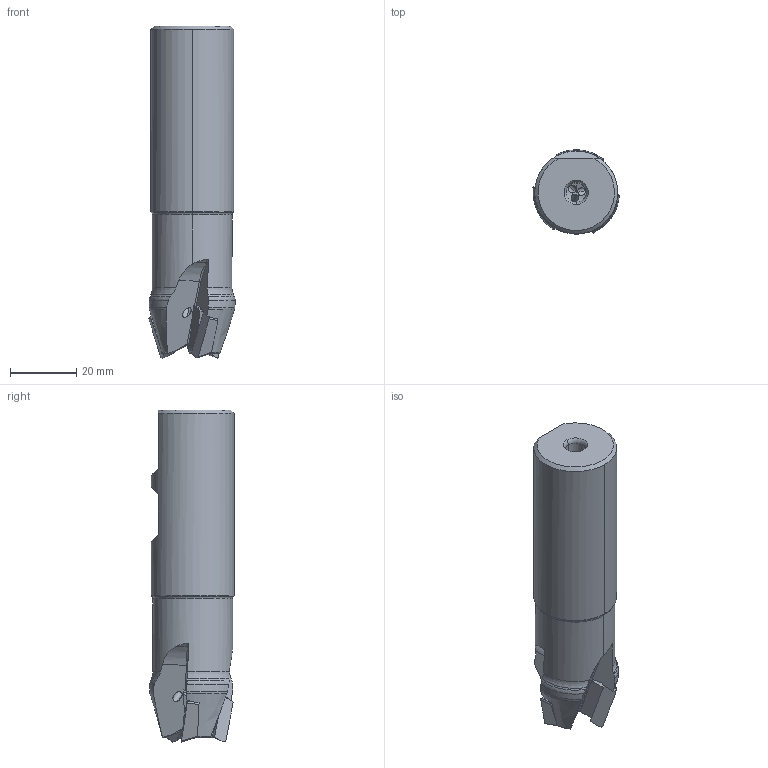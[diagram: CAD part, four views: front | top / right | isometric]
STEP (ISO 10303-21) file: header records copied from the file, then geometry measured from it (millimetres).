
FILE_DESCRIPTION((''),'2;1');
FILE_NAME('12L1R020044W5R00_','2020-02-13T',('poussios'),(''),'CREO PARAMETRIC BY PTC INC, 2017020','CREO PARAMETRIC BY PTC INC, 2017020','');
FILE_SCHEMA(('AUTOMOTIVE_DESIGN { 1 0 10303 214 1 1 1 1 }'));
Length unit declared in the file: millimetre
Products named in the file (3): NOCUT; BOMT130404R_; 12L1R020044W5R00_
Assembly tree (4 placements, depth 2):
  12L1R020044W5R00_
    NOCUT
    BOMT130404R_  x3
Bounding box: 26.02 x 25.48 x 100.01 mm (x, y, z)
Volume: 40138.1 mm3; surface area: 11132.9 mm2
Topology: 4 solids, 4 shells, 151 faces, 440 edges, 321 vertices
Faces by surface type: plane 67, cylinder 38, torus 25, cone 21
Entity records: 7105 total; most frequent: CARTESIAN_POINT 2218, ORIENTED_EDGE 664, DIRECTION 630, PRESENTATION_STYLE_ASSIGNMENT 412, STYLED_ITEM 412, CURVE_STYLE 410, EDGE_CURVE 332, AXIS2_PLACEMENT_3D 241
